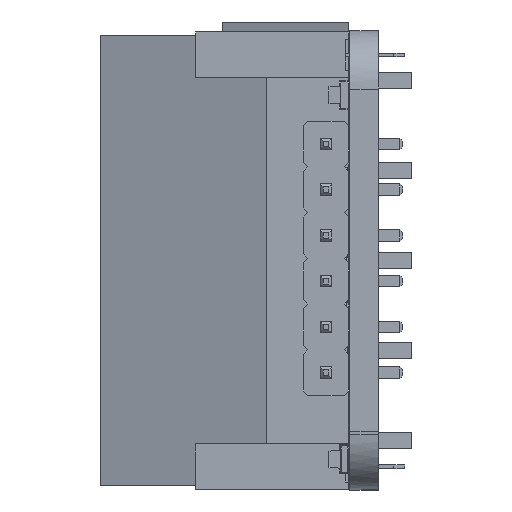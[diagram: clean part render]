
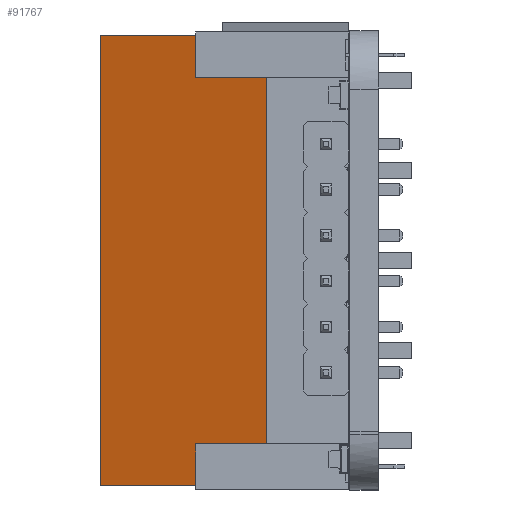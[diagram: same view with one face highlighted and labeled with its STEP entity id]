
A CAD part, left-side view. The second image highlights one B-rep face of the part: STEP entity #91767.
In plain terms, the highlighted free-form (B-spline) face has degree [1, 1] with [2, 2] control points.
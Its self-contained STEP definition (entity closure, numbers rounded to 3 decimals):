
#91767 = ADVANCED_FACE('',(#91768),#91798,.T.);
#91768 = FACE_BOUND('',#91769,.T.);
#91769 = EDGE_LOOP('',(#91770,#91779,#91786,#91793));
#91770 = ORIENTED_EDGE('',*,*,#91771,.T.);
#91771 = EDGE_CURVE('',#91772,#91774,#91776,.T.);
#91772 = VERTEX_POINT('',#91773);
#91773 = CARTESIAN_POINT('',(-7.759,18.731,
    -0.321));
#91774 = VERTEX_POINT('',#91775);
#91775 = CARTESIAN_POINT('',(-7.759,18.731,
    -30.631));
#91776 = B_SPLINE_CURVE_WITH_KNOTS('',1,(#91777,#91778),.UNSPECIFIED.,
  .F.,.F.,(2,2),(0.,25.),.PIECEWISE_BEZIER_KNOTS.);
#91777 = CARTESIAN_POINT('',(-7.759,18.731,
    -0.321));
#91778 = CARTESIAN_POINT('',(-7.759,18.731,
    -30.631));
#91779 = ORIENTED_EDGE('',*,*,#91780,.T.);
#91780 = EDGE_CURVE('',#91774,#91781,#91783,.T.);
#91781 = VERTEX_POINT('',#91782);
#91782 = CARTESIAN_POINT('',(-11.396,7.541,
    -30.631));
#91783 = B_SPLINE_CURVE_WITH_KNOTS('',1,(#91784,#91785),.UNSPECIFIED.,
  .F.,.F.,(2,2),(0.,9.705),.PIECEWISE_BEZIER_KNOTS.);
#91784 = CARTESIAN_POINT('',(-7.759,18.731,
    -30.631));
#91785 = CARTESIAN_POINT('',(-11.396,7.541,
    -30.631));
#91786 = ORIENTED_EDGE('',*,*,#91787,.T.);
#91787 = EDGE_CURVE('',#91781,#91788,#91790,.T.);
#91788 = VERTEX_POINT('',#91789);
#91789 = CARTESIAN_POINT('',(-11.396,7.541,
    -0.321));
#91790 = B_SPLINE_CURVE_WITH_KNOTS('',1,(#91791,#91792),.UNSPECIFIED.,
  .F.,.F.,(2,2),(0.,25.),.PIECEWISE_BEZIER_KNOTS.);
#91791 = CARTESIAN_POINT('',(-11.396,7.541,
    -30.631));
#91792 = CARTESIAN_POINT('',(-11.396,7.541,
    -0.321));
#91793 = ORIENTED_EDGE('',*,*,#91794,.T.);
#91794 = EDGE_CURVE('',#91788,#91772,#91795,.T.);
#91795 = B_SPLINE_CURVE_WITH_KNOTS('',1,(#91796,#91797),.UNSPECIFIED.,
  .F.,.F.,(2,2),(0.,9.705),.PIECEWISE_BEZIER_KNOTS.);
#91796 = CARTESIAN_POINT('',(-11.396,7.541,
    -0.321));
#91797 = CARTESIAN_POINT('',(-7.759,18.731,
    -0.321));
#91798 = B_SPLINE_SURFACE_WITH_KNOTS('',1,1,(
    (#91799,#91800)
    ,(#91801,#91802
    )),.UNSPECIFIED.,.F.,.F.,.F.,(2,2),(2,2),(0.,1.),(0.,1.),
  .PIECEWISE_BEZIER_KNOTS.);
#91799 = CARTESIAN_POINT('',(-7.759,18.731,
    -0.321));
#91800 = CARTESIAN_POINT('',(-11.396,7.541,
    -0.321));
#91801 = CARTESIAN_POINT('',(-7.759,18.731,
    -30.631));
#91802 = CARTESIAN_POINT('',(-11.396,7.541,
    -30.631));
